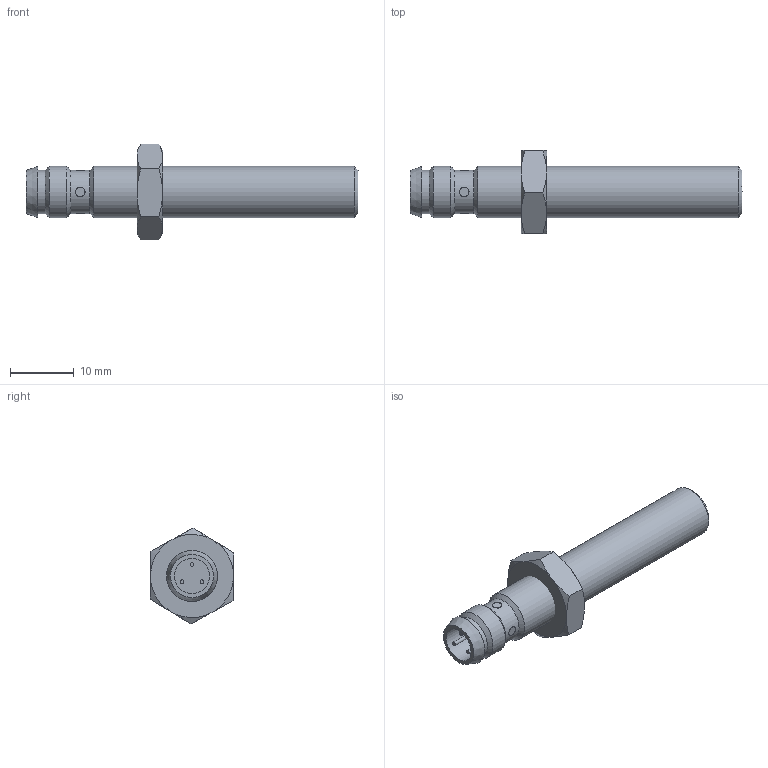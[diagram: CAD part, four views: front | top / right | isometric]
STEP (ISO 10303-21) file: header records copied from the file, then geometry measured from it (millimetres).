
FILE_DESCRIPTION((''),'2;1');
FILE_NAME('MSL-N2.stp','2012-11-22T11:45:34',('hartung_david'),(''),'Autodesk Inventor 2012','Autodesk Inventor 2012','');
FILE_SCHEMA(('AUTOMOTIVE_DESIGN { 1 0 10303 214 1 1 1 1 }'));
Length unit declared in the file: millimetre
Products named in the file (3): MSL-N2-000-ZSB; MSL-N2-010; MSL-N2-020
Assembly tree (2 placements, depth 2):
  MSL-N2-000-ZSB
    MSL-N2-010
    MSL-N2-020
Bounding box: 52 x 13.15 x 15.01 mm (x, y, z)
Volume: 2837.7 mm3; surface area: 1981.9 mm2
Topology: 2 solids, 2 shells, 51 faces, 114 edges, 75 vertices
Faces by surface type: plane 19, cone 17, cylinder 14, torus 1
Full cylindrical faces by diameter (mm): 0.6 x3, 1.5 x4, 5.5 x1, 6.773 x3, 6.917 x1, 8 x2
Entity records: 1463 total; most frequent: CARTESIAN_POINT 424, DIRECTION 196, ORIENTED_EDGE 178, AXIS2_PLACEMENT_3D 95, EDGE_CURVE 89, EDGE_LOOP 82, VERTEX_POINT 71, FACE_OUTER_BOUND 51
